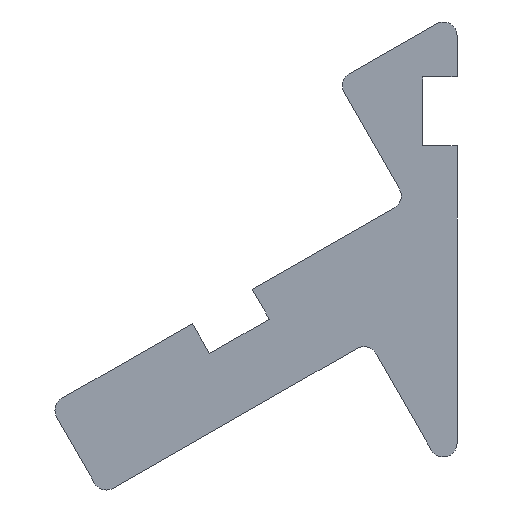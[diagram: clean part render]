
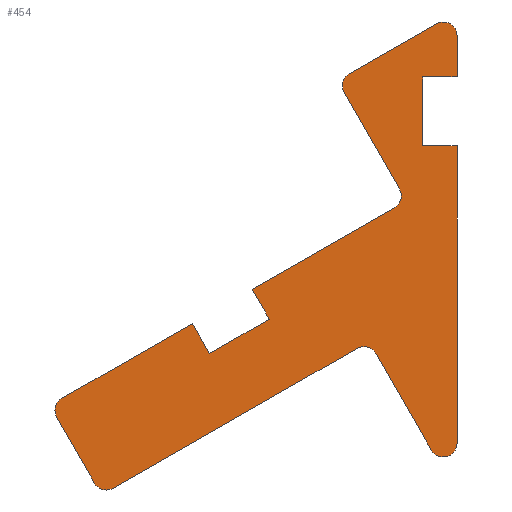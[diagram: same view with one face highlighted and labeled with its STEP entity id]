
A CAD part, left-side view. The second image highlights one B-rep face of the part: STEP entity #454.
In plain terms, the highlighted planar face has unit normal (-1, 0, 0).
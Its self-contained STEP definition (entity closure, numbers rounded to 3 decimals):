
#22=CIRCLE('',#493,2.);
#23=CIRCLE('',#494,2.);
#24=CIRCLE('',#495,2.);
#25=CIRCLE('',#496,2.);
#26=CIRCLE('',#497,2.);
#27=CIRCLE('',#498,2.);
#28=CIRCLE('',#499,2.);
#43=FACE_OUTER_BOUND('',#67,.T.);
#67=EDGE_LOOP('',(#326,#327,#328,#329,#330,#331,#332,#333,#334,#335,#336,
#337,#338,#339,#340,#341,#342,#343,#344,#345,#346,#347));
#86=LINE('',#661,#138);
#90=LINE('',#668,#142);
#93=LINE('',#674,#145);
#96=LINE('',#682,#148);
#100=LINE('',#689,#152);
#103=LINE('',#695,#155);
#106=LINE('',#701,#158);
#107=LINE('',#706,#159);
#108=LINE('',#710,#160);
#109=LINE('',#713,#161);
#110=LINE('',#715,#162);
#111=LINE('',#719,#163);
#112=LINE('',#723,#164);
#113=LINE('',#727,#165);
#114=LINE('',#730,#166);
#138=VECTOR('',#529,10.);
#142=VECTOR('',#535,10.);
#145=VECTOR('',#540,10.);
#148=VECTOR('',#545,10.);
#152=VECTOR('',#551,10.);
#155=VECTOR('',#556,10.);
#158=VECTOR('',#561,10.);
#159=VECTOR('',#566,10.);
#160=VECTOR('',#569,10.);
#161=VECTOR('',#572,10.);
#162=VECTOR('',#573,10.);
#163=VECTOR('',#576,10.);
#164=VECTOR('',#579,10.);
#165=VECTOR('',#582,10.);
#166=VECTOR('',#585,10.);
#190=VERTEX_POINT('',#658);
#191=VERTEX_POINT('',#660);
#193=VERTEX_POINT('',#666);
#195=VERTEX_POINT('',#672);
#198=VERTEX_POINT('',#679);
#199=VERTEX_POINT('',#681);
#201=VERTEX_POINT('',#687);
#203=VERTEX_POINT('',#693);
#205=VERTEX_POINT('',#699);
#206=VERTEX_POINT('',#703);
#207=VERTEX_POINT('',#705);
#208=VERTEX_POINT('',#707);
#209=VERTEX_POINT('',#709);
#210=VERTEX_POINT('',#711);
#211=VERTEX_POINT('',#714);
#212=VERTEX_POINT('',#716);
#213=VERTEX_POINT('',#718);
#214=VERTEX_POINT('',#720);
#215=VERTEX_POINT('',#722);
#216=VERTEX_POINT('',#724);
#217=VERTEX_POINT('',#726);
#218=VERTEX_POINT('',#728);
#234=EDGE_CURVE('',#191,#190,#86,.T.);
#238=EDGE_CURVE('',#190,#193,#90,.T.);
#241=EDGE_CURVE('',#193,#195,#93,.T.);
#244=EDGE_CURVE('',#199,#198,#96,.T.);
#248=EDGE_CURVE('',#198,#201,#100,.T.);
#251=EDGE_CURVE('',#201,#203,#103,.T.);
#254=EDGE_CURVE('',#195,#205,#106,.T.);
#255=EDGE_CURVE('',#206,#205,#22,.T.);
#256=EDGE_CURVE('',#206,#207,#107,.T.);
#257=EDGE_CURVE('',#208,#207,#23,.T.);
#258=EDGE_CURVE('',#208,#209,#108,.T.);
#259=EDGE_CURVE('',#209,#210,#24,.T.);
#260=EDGE_CURVE('',#210,#199,#109,.T.);
#261=EDGE_CURVE('',#203,#211,#110,.T.);
#262=EDGE_CURVE('',#212,#211,#25,.T.);
#263=EDGE_CURVE('',#212,#213,#111,.T.);
#264=EDGE_CURVE('',#214,#213,#26,.T.);
#265=EDGE_CURVE('',#214,#215,#112,.T.);
#266=EDGE_CURVE('',#215,#216,#27,.T.);
#267=EDGE_CURVE('',#216,#217,#113,.T.);
#268=EDGE_CURVE('',#218,#217,#28,.T.);
#269=EDGE_CURVE('',#218,#191,#114,.T.);
#326=ORIENTED_EDGE('',*,*,#234,.T.);
#327=ORIENTED_EDGE('',*,*,#238,.T.);
#328=ORIENTED_EDGE('',*,*,#241,.T.);
#329=ORIENTED_EDGE('',*,*,#254,.T.);
#330=ORIENTED_EDGE('',*,*,#255,.F.);
#331=ORIENTED_EDGE('',*,*,#256,.T.);
#332=ORIENTED_EDGE('',*,*,#257,.F.);
#333=ORIENTED_EDGE('',*,*,#258,.T.);
#334=ORIENTED_EDGE('',*,*,#259,.T.);
#335=ORIENTED_EDGE('',*,*,#260,.T.);
#336=ORIENTED_EDGE('',*,*,#244,.T.);
#337=ORIENTED_EDGE('',*,*,#248,.T.);
#338=ORIENTED_EDGE('',*,*,#251,.T.);
#339=ORIENTED_EDGE('',*,*,#261,.T.);
#340=ORIENTED_EDGE('',*,*,#262,.F.);
#341=ORIENTED_EDGE('',*,*,#263,.T.);
#342=ORIENTED_EDGE('',*,*,#264,.F.);
#343=ORIENTED_EDGE('',*,*,#265,.T.);
#344=ORIENTED_EDGE('',*,*,#266,.T.);
#345=ORIENTED_EDGE('',*,*,#267,.T.);
#346=ORIENTED_EDGE('',*,*,#268,.F.);
#347=ORIENTED_EDGE('',*,*,#269,.T.);
#437=PLANE('',#492);
#454=ADVANCED_FACE('',(#43),#437,.F.);
#492=AXIS2_PLACEMENT_3D('',#702,#562,#563);
#493=AXIS2_PLACEMENT_3D('',#704,#564,#565);
#494=AXIS2_PLACEMENT_3D('',#708,#567,#568);
#495=AXIS2_PLACEMENT_3D('',#712,#570,#571);
#496=AXIS2_PLACEMENT_3D('',#717,#574,#575);
#497=AXIS2_PLACEMENT_3D('',#721,#577,#578);
#498=AXIS2_PLACEMENT_3D('',#725,#580,#581);
#499=AXIS2_PLACEMENT_3D('',#729,#583,#584);
#529=DIRECTION('',(0.,1.,0.));
#535=DIRECTION('',(0.,0.,1.));
#540=DIRECTION('',(0.,-1.,0.));
#545=DIRECTION('',(0.,-0.497,-0.868));
#551=DIRECTION('',(0.,0.868,-0.497));
#556=DIRECTION('',(0.,0.497,0.868));
#561=DIRECTION('',(0.,0.,1.));
#562=DIRECTION('center_axis',(1.,0.,0.));
#563=DIRECTION('ref_axis',(0.,0.,1.));
#564=DIRECTION('center_axis',(1.,0.,0.));
#565=DIRECTION('ref_axis',(0.,0.497,0.868));
#566=DIRECTION('',(0.,0.868,-0.497));
#567=DIRECTION('center_axis',(1.,0.,0.));
#568=DIRECTION('ref_axis',(0.,0.868,-0.497));
#569=DIRECTION('',(0.,-0.497,-0.868));
#570=DIRECTION('center_axis',(1.,0.,0.));
#571=DIRECTION('ref_axis',(0.,-0.868,0.497));
#572=DIRECTION('',(0.,0.868,-0.497));
#573=DIRECTION('',(0.,0.868,-0.497));
#574=DIRECTION('center_axis',(1.,0.,0.));
#575=DIRECTION('ref_axis',(0.,0.868,-0.497));
#576=DIRECTION('',(0.,-0.497,-0.868));
#577=DIRECTION('center_axis',(1.,0.,0.));
#578=DIRECTION('ref_axis',(0.,-0.497,-0.868));
#579=DIRECTION('',(0.,-0.868,0.497));
#580=DIRECTION('center_axis',(1.,0.,0.));
#581=DIRECTION('ref_axis',(0.,0.497,0.868));
#582=DIRECTION('',(0.,-0.497,-0.868));
#583=DIRECTION('center_axis',(1.,0.,0.));
#584=DIRECTION('ref_axis',(0.,-1.,0.));
#585=DIRECTION('',(0.,0.,1.));
#658=CARTESIAN_POINT('',(21.947,15.,-12.069));
#660=CARTESIAN_POINT('',(21.947,10.,-12.069));
#661=CARTESIAN_POINT('',(21.947,27.079,-12.069));
#666=CARTESIAN_POINT('',(21.947,15.,-2.069));
#668=CARTESIAN_POINT('',(21.947,15.,-15.049));
#672=CARTESIAN_POINT('',(21.947,10.,-2.069));
#674=CARTESIAN_POINT('',(21.947,24.579,-2.069));
#679=CARTESIAN_POINT('',(21.947,37.223,-37.195));
#681=CARTESIAN_POINT('',(21.947,39.71,-32.858));
#682=CARTESIAN_POINT('',(21.947,39.44,-33.328));
#687=CARTESIAN_POINT('',(21.947,45.898,-42.169));
#689=CARTESIAN_POINT('',(21.947,40.312,-38.966));
#693=CARTESIAN_POINT('',(21.947,48.385,-37.831));
#695=CARTESIAN_POINT('',(21.947,49.359,-36.134));
#699=CARTESIAN_POINT('',(21.947,10.,3.904));
#701=CARTESIAN_POINT('',(21.947,10.,-55.174));
#702=CARTESIAN_POINT('Origin',(21.947,39.159,-28.03));
#703=CARTESIAN_POINT('',(21.947,12.995,5.639));
#704=CARTESIAN_POINT('Origin',(21.947,12.,3.904));
#705=CARTESIAN_POINT('',(21.947,25.627,-1.603));
#706=CARTESIAN_POINT('',(21.947,12.995,5.639));
#707=CARTESIAN_POINT('',(21.947,26.367,-4.333));
#708=CARTESIAN_POINT('Origin',(21.947,24.632,-3.339));
#709=CARTESIAN_POINT('',(21.947,18.355,-18.308));
#710=CARTESIAN_POINT('',(21.947,26.367,-4.333));
#711=CARTESIAN_POINT('',(21.947,19.095,-21.038));
#712=CARTESIAN_POINT('Origin',(21.947,20.09,-19.303));
#713=CARTESIAN_POINT('',(21.947,19.095,-21.038));
#714=CARTESIAN_POINT('',(21.947,67.312,-48.683));
#715=CARTESIAN_POINT('',(21.947,19.095,-21.038));
#716=CARTESIAN_POINT('',(21.947,68.053,-51.413));
#717=CARTESIAN_POINT('Origin',(21.947,66.318,-50.418));
#718=CARTESIAN_POINT('',(21.947,62.58,-60.958));
#719=CARTESIAN_POINT('',(21.947,68.053,-51.413));
#720=CARTESIAN_POINT('',(21.947,59.85,-61.698));
#721=CARTESIAN_POINT('Origin',(21.947,60.845,-59.963));
#722=CARTESIAN_POINT('',(21.947,24.493,-41.426));
#723=CARTESIAN_POINT('',(21.947,59.85,-61.698));
#724=CARTESIAN_POINT('',(21.947,21.763,-42.167));
#725=CARTESIAN_POINT('Origin',(21.947,23.498,-43.162));
#726=CARTESIAN_POINT('',(21.947,13.735,-56.169));
#727=CARTESIAN_POINT('',(21.947,21.763,-42.167));
#728=CARTESIAN_POINT('',(21.947,10.,-55.174));
#729=CARTESIAN_POINT('Origin',(21.947,12.,-55.174));
#730=CARTESIAN_POINT('',(21.947,10.,-55.174));
